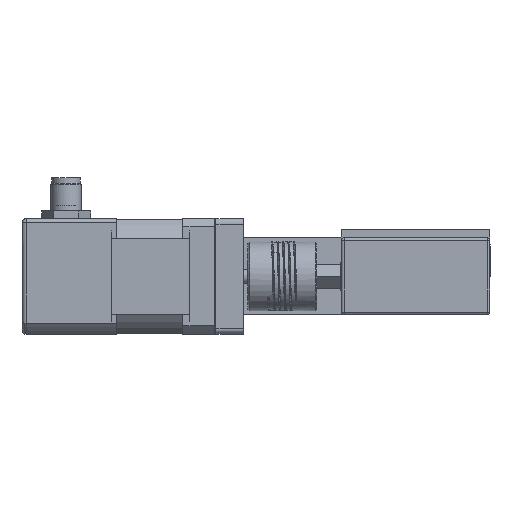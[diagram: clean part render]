
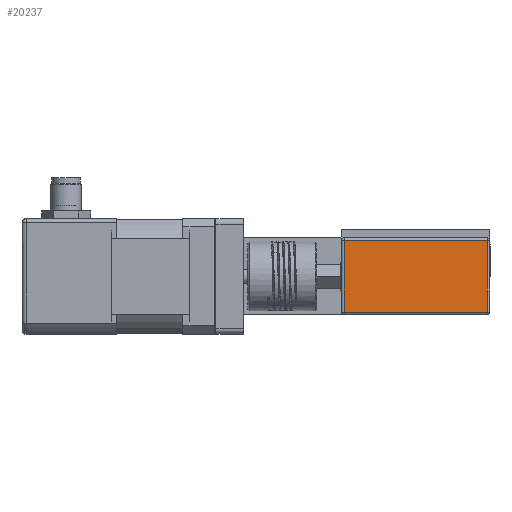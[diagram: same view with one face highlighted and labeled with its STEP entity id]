
A CAD part, left-side view. The second image highlights one B-rep face of the part: STEP entity #20237.
In plain terms, the highlighted planar face has unit normal (-1, 0, 0).
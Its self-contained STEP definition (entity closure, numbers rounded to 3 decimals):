
#19990 = VERTEX_POINT('',#19991);
#19991 = CARTESIAN_POINT('',(-523.,237.001,45.001));
#20000 = VERTEX_POINT('',#20001);
#20001 = CARTESIAN_POINT('',(-523.,237.001,71.));
#20008 = EDGE_CURVE('',#20000,#19990,#20009,.T.);
#20009 = LINE('',#20010,#20011);
#20010 = CARTESIAN_POINT('',(-523.,237.001,71.));
#20011 = VECTOR('',#20012,1.);
#20012 = DIRECTION('',(0.,0.,-1.));
#20040 = VERTEX_POINT('',#20041);
#20041 = CARTESIAN_POINT('',(-523.,289.,45.001));
#20050 = EDGE_CURVE('',#19990,#20040,#20051,.T.);
#20051 = LINE('',#20052,#20053);
#20052 = CARTESIAN_POINT('',(-523.,237.001,45.001));
#20053 = VECTOR('',#20054,1.);
#20054 = DIRECTION('',(0.,1.,0.));
#20082 = VERTEX_POINT('',#20083);
#20083 = CARTESIAN_POINT('',(-523.,289.,71.));
#20092 = EDGE_CURVE('',#20040,#20082,#20093,.T.);
#20093 = LINE('',#20094,#20095);
#20094 = CARTESIAN_POINT('',(-523.,289.,45.001));
#20095 = VECTOR('',#20096,1.);
#20096 = DIRECTION('',(0.,0.,1.));
#20132 = EDGE_CURVE('',#20082,#20000,#20133,.T.);
#20133 = LINE('',#20134,#20135);
#20134 = CARTESIAN_POINT('',(-523.,289.,71.));
#20135 = VECTOR('',#20136,1.);
#20136 = DIRECTION('',(0.,-1.,0.));
#20237 = ADVANCED_FACE('',(#20238),#20244,.T.);
#20238 = FACE_BOUND('',#20239,.T.);
#20239 = EDGE_LOOP('',(#20240,#20241,#20242,#20243));
#20240 = ORIENTED_EDGE('',*,*,#20008,.F.);
#20241 = ORIENTED_EDGE('',*,*,#20132,.F.);
#20242 = ORIENTED_EDGE('',*,*,#20092,.F.);
#20243 = ORIENTED_EDGE('',*,*,#20050,.F.);
#20244 = PLANE('',#20245);
#20245 = AXIS2_PLACEMENT_3D('',#20246,#20247,#20248);
#20246 = CARTESIAN_POINT('',(-523.,263.,58.));
#20247 = DIRECTION('',(-1.,0.,0.));
#20248 = DIRECTION('',(0.,-1.,0.));
